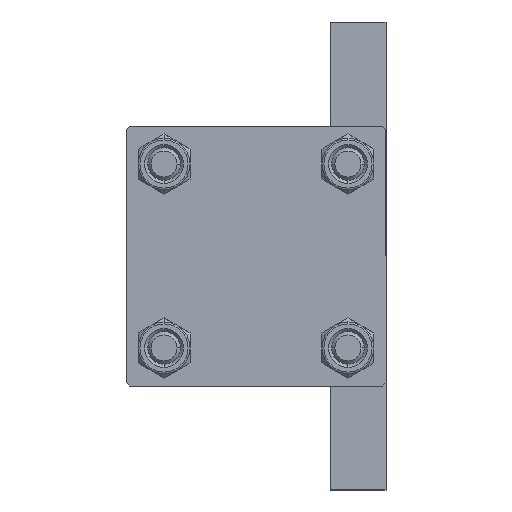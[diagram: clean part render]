
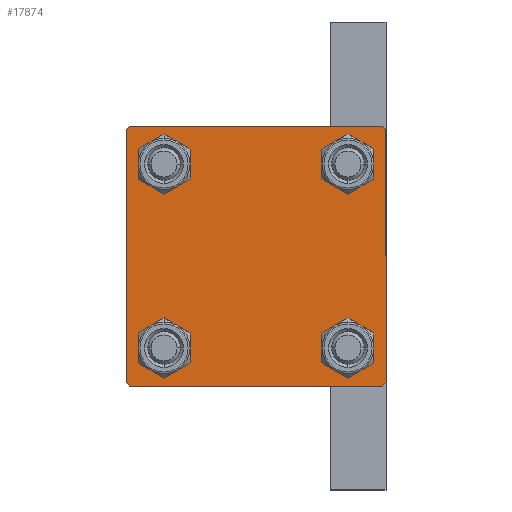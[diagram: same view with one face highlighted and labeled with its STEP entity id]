
A CAD part, left-side view. The second image highlights one B-rep face of the part: STEP entity #17874.
In plain terms, the highlighted planar face has unit normal (-1, 0, 0).
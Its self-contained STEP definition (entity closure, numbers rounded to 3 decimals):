
#240 = VERTEX_POINT ( 'NONE', #32874 ) ;
#575 = CARTESIAN_POINT ( 'NONE',  ( 0., 14.15, -11.15 ) ) ;
#630 = DIRECTION ( 'NONE',  ( 0., -1., 0. ) ) ;
#953 = VERTEX_POINT ( 'NONE', #24128 ) ;
#978 = VERTEX_POINT ( 'NONE', #47246 ) ;
#1022 = CARTESIAN_POINT ( 'NONE',  ( 0., 0., 0. ) ) ;
#1208 = CARTESIAN_POINT ( 'NONE',  ( 0., -14.15, 14.15 ) ) ;
#1265 = FACE_OUTER_BOUND ( 'NONE', #6335, .T. ) ;
#1503 = DIRECTION ( 'NONE',  ( 0., 0., 1. ) ) ;
#1562 = AXIS2_PLACEMENT_3D ( 'NONE', #28688, #21392, #10202 ) ;
#2800 = DIRECTION ( 'NONE',  ( 0., -0.707, 0.707 ) ) ;
#2826 = ORIENTED_EDGE ( 'NONE', *, *, #21001, .T. ) ;
#2829 = AXIS2_PLACEMENT_3D ( 'NONE', #11948, #19489, #22666 ) ;
#3012 = ORIENTED_EDGE ( 'NONE', *, *, #20283, .T. ) ;
#3248 = CARTESIAN_POINT ( 'NONE',  ( 0., 20., 20. ) ) ;
#3417 = DIRECTION ( 'NONE',  ( 1., 0., 0. ) ) ;
#4395 = VERTEX_POINT ( 'NONE', #45902 ) ;
#4399 = CIRCLE ( 'NONE', #2829, 3. ) ;
#4694 = CARTESIAN_POINT ( 'NONE',  ( 0., -14.15, -14.15 ) ) ;
#4782 = ORIENTED_EDGE ( 'NONE', *, *, #11805, .T. ) ;
#6335 = EDGE_LOOP ( 'NONE', ( #34172, #8750, #34887, #32973, #33495, #31357, #20872, #14529 ) ) ;
#6741 = CIRCLE ( 'NONE', #46362, 3. ) ;
#7451 = EDGE_CURVE ( 'NONE', #953, #17438, #32574, .T. ) ;
#7708 = CARTESIAN_POINT ( 'NONE',  ( 0., 20., -20. ) ) ;
#7845 = EDGE_CURVE ( 'NONE', #17438, #28604, #39286, .T. ) ;
#7935 = VERTEX_POINT ( 'NONE', #10554 ) ;
#8250 = DIRECTION ( 'NONE',  ( 0., 0., 1. ) ) ;
#8485 = DIRECTION ( 'NONE',  ( 1., 0., 0. ) ) ;
#8750 = ORIENTED_EDGE ( 'NONE', *, *, #37205, .T. ) ;
#9620 = CARTESIAN_POINT ( 'NONE',  ( 0., -19.75, -19.75 ) ) ;
#10202 = DIRECTION ( 'NONE',  ( 0., 0., 1. ) ) ;
#10497 = CARTESIAN_POINT ( 'NONE',  ( 0., 14.15, -14.15 ) ) ;
#10554 = CARTESIAN_POINT ( 'NONE',  ( 0., 19.5, -20. ) ) ;
#10926 = ORIENTED_EDGE ( 'NONE', *, *, #43165, .T. ) ;
#11805 = EDGE_CURVE ( 'NONE', #14537, #35506, #33886, .T. ) ;
#11948 = CARTESIAN_POINT ( 'NONE',  ( 0., 14.15, 14.15 ) ) ;
#12093 = VERTEX_POINT ( 'NONE', #26211 ) ;
#12571 = LINE ( 'NONE', #31087, #38209 ) ;
#12693 = FACE_BOUND ( 'NONE', #36509, .T. ) ;
#12934 = FACE_BOUND ( 'NONE', #29675, .T. ) ;
#13822 = EDGE_CURVE ( 'NONE', #28448, #978, #35000, .T. ) ;
#13906 = EDGE_CURVE ( 'NONE', #29101, #240, #28778, .T. ) ;
#14149 = EDGE_CURVE ( 'NONE', #953, #41156, #21754, .T. ) ;
#14200 = DIRECTION ( 'NONE',  ( 0., -1., 0. ) ) ;
#14432 = EDGE_CURVE ( 'NONE', #12093, #21741, #44728, .T. ) ;
#14529 = ORIENTED_EDGE ( 'NONE', *, *, #7451, .T. ) ;
#14537 = VERTEX_POINT ( 'NONE', #38701 ) ;
#14614 = DIRECTION ( 'NONE',  ( 0., 0., 1. ) ) ;
#15355 = CIRCLE ( 'NONE', #21588, 3. ) ;
#15626 = DIRECTION ( 'NONE',  ( -1., 0., 0. ) ) ;
#15685 = ORIENTED_EDGE ( 'NONE', *, *, #13822, .T. ) ;
#15985 = CARTESIAN_POINT ( 'NONE',  ( 0., 20., 19.5 ) ) ;
#16102 = PLANE ( 'NONE',  #21329 ) ;
#16949 = DIRECTION ( 'NONE',  ( 0., 0., -1. ) ) ;
#16981 = ORIENTED_EDGE ( 'NONE', *, *, #13906, .T. ) ;
#17438 = VERTEX_POINT ( 'NONE', #15985 ) ;
#17569 = VERTEX_POINT ( 'NONE', #36182 ) ;
#17687 = AXIS2_PLACEMENT_3D ( 'NONE', #10497, #3417, #14614 ) ;
#17717 = CARTESIAN_POINT ( 'NONE',  ( 0., 19.75, 19.75 ) ) ;
#17797 = CARTESIAN_POINT ( 'NONE',  ( 0., 14.15, 14.15 ) ) ;
#17874 = ADVANCED_FACE ( 'NONE', ( #34619, #12693, #12934, #27080, #1265 ), #16102, .T. ) ;
#18157 = VECTOR ( 'NONE', #630, 1000. ) ;
#19134 = LINE ( 'NONE', #7708, #18157 ) ;
#19489 = DIRECTION ( 'NONE',  ( 1., 0., 0. ) ) ;
#19767 = DIRECTION ( 'NONE',  ( 0., 0., 1. ) ) ;
#20283 = EDGE_CURVE ( 'NONE', #240, #29101, #47252, .T. ) ;
#20855 = EDGE_LOOP ( 'NONE', ( #46444, #10926 ) ) ;
#20864 = CARTESIAN_POINT ( 'NONE',  ( 0., 20., -19.5 ) ) ;
#20872 = ORIENTED_EDGE ( 'NONE', *, *, #14149, .F. ) ;
#21001 = EDGE_CURVE ( 'NONE', #978, #28448, #15355, .T. ) ;
#21329 = AXIS2_PLACEMENT_3D ( 'NONE', #1022, #15626, #1503 ) ;
#21392 = DIRECTION ( 'NONE',  ( 1., 0., 0. ) ) ;
#21588 = AXIS2_PLACEMENT_3D ( 'NONE', #4694, #34383, #19767 ) ;
#21741 = VERTEX_POINT ( 'NONE', #22131 ) ;
#21754 = LINE ( 'NONE', #3248, #27243 ) ;
#22131 = CARTESIAN_POINT ( 'NONE',  ( 0., -14.15, 11.15 ) ) ;
#22251 = EDGE_CURVE ( 'NONE', #33965, #17569, #39797, .T. ) ;
#22666 = DIRECTION ( 'NONE',  ( 0., 0., 1. ) ) ;
#23687 = CARTESIAN_POINT ( 'NONE',  ( 0., 19.75, -19.75 ) ) ;
#24128 = CARTESIAN_POINT ( 'NONE',  ( 0., 19.5, 20. ) ) ;
#24179 = CARTESIAN_POINT ( 'NONE',  ( 0., 20., 20. ) ) ;
#24512 = VECTOR ( 'NONE', #35120, 1000. ) ;
#24707 = ORIENTED_EDGE ( 'NONE', *, *, #42792, .T. ) ;
#25014 = EDGE_CURVE ( 'NONE', #4395, #17569, #12571, .T. ) ;
#26211 = CARTESIAN_POINT ( 'NONE',  ( 0., -14.15, 17.15 ) ) ;
#27080 = FACE_BOUND ( 'NONE', #43109, .T. ) ;
#27243 = VECTOR ( 'NONE', #14200, 1000. ) ;
#27483 = VECTOR ( 'NONE', #43178, 1000. ) ;
#28054 = EDGE_CURVE ( 'NONE', #4395, #41156, #38582, .T. ) ;
#28448 = VERTEX_POINT ( 'NONE', #32828 ) ;
#28604 = VERTEX_POINT ( 'NONE', #20864 ) ;
#28688 = CARTESIAN_POINT ( 'NONE',  ( 0., -14.15, -14.15 ) ) ;
#28778 = CIRCLE ( 'NONE', #35797, 3. ) ;
#29101 = VERTEX_POINT ( 'NONE', #575 ) ;
#29179 = AXIS2_PLACEMENT_3D ( 'NONE', #1208, #38216, #38932 ) ;
#29675 = EDGE_LOOP ( 'NONE', ( #16981, #3012 ) ) ;
#30095 = DIRECTION ( 'NONE',  ( 0., 0.707, 0.707 ) ) ;
#30328 = CARTESIAN_POINT ( 'NONE',  ( 0., -19.75, 19.75 ) ) ;
#31087 = CARTESIAN_POINT ( 'NONE',  ( 0., -20., 20. ) ) ;
#31206 = CARTESIAN_POINT ( 'NONE',  ( 0., 14.15, 17.15 ) ) ;
#31357 = ORIENTED_EDGE ( 'NONE', *, *, #28054, .T. ) ;
#32452 = EDGE_CURVE ( 'NONE', #7935, #33965, #19134, .T. ) ;
#32531 = VECTOR ( 'NONE', #2800, 1000. ) ;
#32574 = LINE ( 'NONE', #17717, #36836 ) ;
#32649 = DIRECTION ( 'NONE',  ( 1., 0., 0. ) ) ;
#32828 = CARTESIAN_POINT ( 'NONE',  ( 0., -14.15, -17.15 ) ) ;
#32874 = CARTESIAN_POINT ( 'NONE',  ( 0., 14.15, -17.15 ) ) ;
#32973 = ORIENTED_EDGE ( 'NONE', *, *, #22251, .T. ) ;
#33255 = CARTESIAN_POINT ( 'NONE',  ( 0., 14.15, -14.15 ) ) ;
#33495 = ORIENTED_EDGE ( 'NONE', *, *, #25014, .F. ) ;
#33886 = CIRCLE ( 'NONE', #46273, 3. ) ;
#33965 = VERTEX_POINT ( 'NONE', #42839 ) ;
#34172 = ORIENTED_EDGE ( 'NONE', *, *, #7845, .T. ) ;
#34383 = DIRECTION ( 'NONE',  ( 1., 0., 0. ) ) ;
#34619 = FACE_BOUND ( 'NONE', #20855, .T. ) ;
#34649 = LINE ( 'NONE', #23687, #24512 ) ;
#34887 = ORIENTED_EDGE ( 'NONE', *, *, #32452, .T. ) ;
#35000 = CIRCLE ( 'NONE', #1562, 3. ) ;
#35120 = DIRECTION ( 'NONE',  ( 0., -0.707, -0.707 ) ) ;
#35506 = VERTEX_POINT ( 'NONE', #31206 ) ;
#35797 = AXIS2_PLACEMENT_3D ( 'NONE', #33255, #43974, #48105 ) ;
#36182 = CARTESIAN_POINT ( 'NONE',  ( 0., -20., -19.5 ) ) ;
#36509 = EDGE_LOOP ( 'NONE', ( #2826, #15685 ) ) ;
#36652 = VECTOR ( 'NONE', #30095, 1000. ) ;
#36836 = VECTOR ( 'NONE', #47412, 1000. ) ;
#37205 = EDGE_CURVE ( 'NONE', #28604, #7935, #34649, .T. ) ;
#38209 = VECTOR ( 'NONE', #16949, 1000. ) ;
#38216 = DIRECTION ( 'NONE',  ( 1., 0., 0. ) ) ;
#38582 = LINE ( 'NONE', #30328, #36652 ) ;
#38701 = CARTESIAN_POINT ( 'NONE',  ( 0., 14.15, 11.15 ) ) ;
#38932 = DIRECTION ( 'NONE',  ( 0., 0., 1. ) ) ;
#39286 = LINE ( 'NONE', #24179, #27483 ) ;
#39797 = LINE ( 'NONE', #9620, #32531 ) ;
#41156 = VERTEX_POINT ( 'NONE', #44277 ) ;
#41831 = CARTESIAN_POINT ( 'NONE',  ( 0., -14.15, 14.15 ) ) ;
#42792 = EDGE_CURVE ( 'NONE', #35506, #14537, #4399, .T. ) ;
#42839 = CARTESIAN_POINT ( 'NONE',  ( 0., -19.5, -20. ) ) ;
#43109 = EDGE_LOOP ( 'NONE', ( #24707, #4782 ) ) ;
#43165 = EDGE_CURVE ( 'NONE', #21741, #12093, #6741, .T. ) ;
#43178 = DIRECTION ( 'NONE',  ( 0., 0., -1. ) ) ;
#43974 = DIRECTION ( 'NONE',  ( 1., 0., 0. ) ) ;
#44277 = CARTESIAN_POINT ( 'NONE',  ( 0., -19.5, 20. ) ) ;
#44728 = CIRCLE ( 'NONE', #29179, 3. ) ;
#45902 = CARTESIAN_POINT ( 'NONE',  ( 0., -20., 19.5 ) ) ;
#46273 = AXIS2_PLACEMENT_3D ( 'NONE', #17797, #32649, #8250 ) ;
#46362 = AXIS2_PLACEMENT_3D ( 'NONE', #41831, #8485, #48178 ) ;
#46444 = ORIENTED_EDGE ( 'NONE', *, *, #14432, .T. ) ;
#47246 = CARTESIAN_POINT ( 'NONE',  ( 0., -14.15, -11.15 ) ) ;
#47252 = CIRCLE ( 'NONE', #17687, 3. ) ;
#47412 = DIRECTION ( 'NONE',  ( 0., 0.707, -0.707 ) ) ;
#48105 = DIRECTION ( 'NONE',  ( 0., 0., 1. ) ) ;
#48178 = DIRECTION ( 'NONE',  ( 0., 0., 1. ) ) ;
